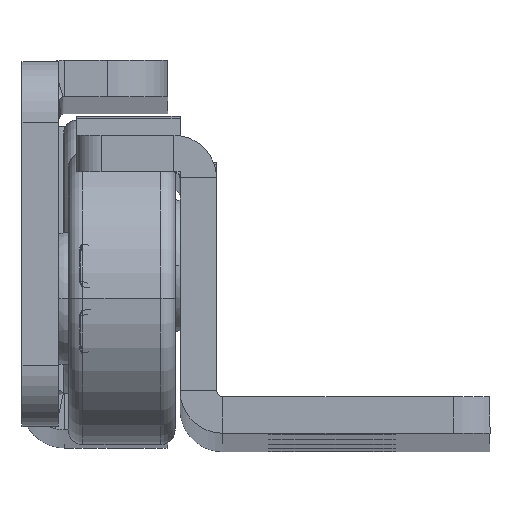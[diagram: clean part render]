
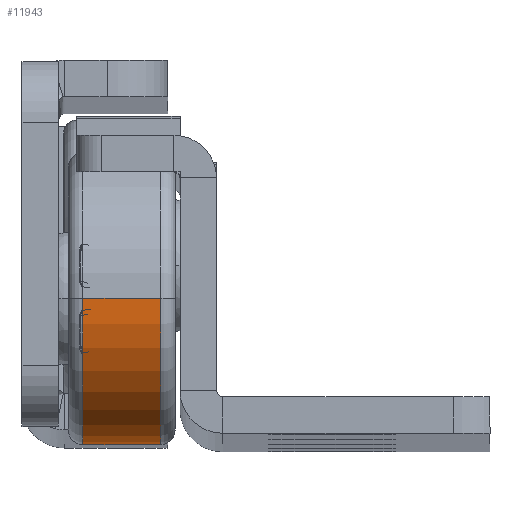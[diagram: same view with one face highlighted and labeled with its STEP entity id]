
A CAD part, top view. The second image highlights one B-rep face of the part: STEP entity #11943.
In plain terms, the highlighted cylindrical face has radius 12 mm (diameter 24 mm), a partial arc.
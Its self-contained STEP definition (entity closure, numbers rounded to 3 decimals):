
#64 = DIRECTION ( 'NONE',  ( -1., 0., 0. ) ) ;
#559 = EDGE_CURVE ( 'NONE', #15274, #18935, #11398, .T. ) ;
#1035 = VERTEX_POINT ( 'NONE', #18465 ) ;
#1169 = DIRECTION ( 'NONE',  ( -1., 0., 0. ) ) ;
#1722 = LINE ( 'NONE', #13656, #12720 ) ;
#1832 = DIRECTION ( 'NONE',  ( -1., 0., 0. ) ) ;
#3792 = ORIENTED_EDGE ( 'NONE', *, *, #17697, .T. ) ;
#4587 = ORIENTED_EDGE ( 'NONE', *, *, #14761, .T. ) ;
#5156 = DIRECTION ( 'NONE',  ( 0., 0., 1. ) ) ;
#5283 = LINE ( 'NONE', #14123, #12399 ) ;
#6091 = DIRECTION ( 'NONE',  ( 0., 0., 1. ) ) ;
#6579 = VERTEX_POINT ( 'NONE', #13208 ) ;
#6750 = DIRECTION ( 'NONE',  ( -1., 0., 0. ) ) ;
#7907 = CIRCLE ( 'NONE', #16619, 12. ) ;
#8637 = FACE_OUTER_BOUND ( 'NONE', #9002, .T. ) ;
#9002 = EDGE_LOOP ( 'NONE', ( #3792, #4587, #17650, #18257 ) ) ;
#9014 = CARTESIAN_POINT ( 'NONE',  ( 1.2, 0., 0. ) ) ;
#11398 = CIRCLE ( 'NONE', #18569, 12. ) ;
#11943 = ADVANCED_FACE ( 'NONE', ( #8637 ), #17708, .T. ) ;
#12399 = VECTOR ( 'NONE', #6750, 1000. ) ;
#12550 = CARTESIAN_POINT ( 'NONE',  ( 7.6, 0., 0. ) ) ;
#12720 = VECTOR ( 'NONE', #1832, 1000. ) ;
#12763 = AXIS2_PLACEMENT_3D ( 'NONE', #14550, #1169, #14752 ) ;
#12877 = CARTESIAN_POINT ( 'NONE',  ( 1.2, 0., 12. ) ) ;
#13208 = CARTESIAN_POINT ( 'NONE',  ( 7.6, 0., 12. ) ) ;
#13440 = EDGE_CURVE ( 'NONE', #6579, #15274, #5283, .T. ) ;
#13656 = CARTESIAN_POINT ( 'NONE',  ( 0., 0., -12. ) ) ;
#14123 = CARTESIAN_POINT ( 'NONE',  ( 0., 0., 12. ) ) ;
#14550 = CARTESIAN_POINT ( 'NONE',  ( 0., 0., 0. ) ) ;
#14752 = DIRECTION ( 'NONE',  ( 0., 0., 1. ) ) ;
#14761 = EDGE_CURVE ( 'NONE', #1035, #18935, #1722, .T. ) ;
#15274 = VERTEX_POINT ( 'NONE', #12877 ) ;
#16619 = AXIS2_PLACEMENT_3D ( 'NONE', #12550, #18520, #5156 ) ;
#17650 = ORIENTED_EDGE ( 'NONE', *, *, #559, .F. ) ;
#17697 = EDGE_CURVE ( 'NONE', #6579, #1035, #7907, .T. ) ;
#17708 = CYLINDRICAL_SURFACE ( 'NONE', #12763, 12. ) ;
#18257 = ORIENTED_EDGE ( 'NONE', *, *, #13440, .F. ) ;
#18465 = CARTESIAN_POINT ( 'NONE',  ( 7.6, 0., -12. ) ) ;
#18520 = DIRECTION ( 'NONE',  ( -1., 0., 0. ) ) ;
#18556 = CARTESIAN_POINT ( 'NONE',  ( 1.2, 0., -12. ) ) ;
#18569 = AXIS2_PLACEMENT_3D ( 'NONE', #9014, #64, #6091 ) ;
#18935 = VERTEX_POINT ( 'NONE', #18556 ) ;
